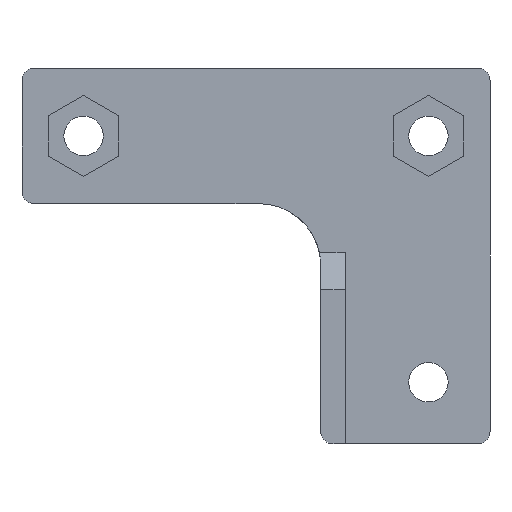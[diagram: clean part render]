
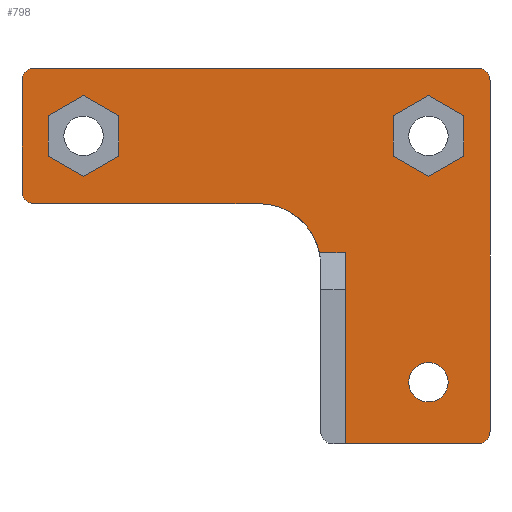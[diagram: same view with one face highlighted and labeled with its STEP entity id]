
A CAD part, front view. The second image highlights one B-rep face of the part: STEP entity #798.
In plain terms, the highlighted planar face has unit normal (0, -1, 0).
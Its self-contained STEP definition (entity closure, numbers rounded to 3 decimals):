
#29=FACE_BOUND('',#120,.T.);
#30=FACE_BOUND('',#121,.T.);
#31=FACE_BOUND('',#122,.T.);
#37=CIRCLE('',#853,5.);
#40=CIRCLE('',#859,1.);
#41=CIRCLE('',#862,1.);
#42=CIRCLE('',#863,1.);
#43=CIRCLE('',#864,1.);
#44=CIRCLE('',#865,1.6);
#75=FACE_OUTER_BOUND('',#119,.T.);
#119=EDGE_LOOP('',(#600,#601,#602,#603,#604,#605,#606,#607,#608,#609,#610,
#611));
#120=EDGE_LOOP('',(#612,#613,#614,#615,#616,#617));
#121=EDGE_LOOP('',(#618,#619,#620,#621,#622,#623));
#122=EDGE_LOOP('',(#624));
#149=LINE('',#1128,#240);
#153=LINE('',#1136,#244);
#156=LINE('',#1142,#247);
#159=LINE('',#1148,#250);
#162=LINE('',#1154,#253);
#165=LINE('',#1159,#256);
#167=LINE('',#1167,#258);
#171=LINE('',#1175,#262);
#174=LINE('',#1181,#265);
#177=LINE('',#1187,#268);
#180=LINE('',#1193,#271);
#183=LINE('',#1198,#274);
#187=LINE('',#1216,#278);
#191=LINE('',#1228,#282);
#194=LINE('',#1234,#285);
#195=LINE('',#1236,#286);
#196=LINE('',#1238,#287);
#197=LINE('',#1242,#288);
#198=LINE('',#1246,#289);
#240=VECTOR('',#905,10.);
#244=VECTOR('',#911,10.);
#247=VECTOR('',#916,10.);
#250=VECTOR('',#921,10.);
#253=VECTOR('',#926,10.);
#256=VECTOR('',#931,10.);
#258=VECTOR('',#939,10.);
#262=VECTOR('',#945,10.);
#265=VECTOR('',#950,10.);
#268=VECTOR('',#955,10.);
#271=VECTOR('',#960,10.);
#274=VECTOR('',#965,10.);
#278=VECTOR('',#983,10.);
#282=VECTOR('',#995,10.);
#285=VECTOR('',#1000,10.);
#286=VECTOR('',#1001,10.);
#287=VECTOR('',#1002,10.);
#288=VECTOR('',#1005,10.);
#289=VECTOR('',#1008,10.);
#331=VERTEX_POINT('',#1126);
#332=VERTEX_POINT('',#1127);
#335=VERTEX_POINT('',#1135);
#337=VERTEX_POINT('',#1141);
#339=VERTEX_POINT('',#1147);
#341=VERTEX_POINT('',#1153);
#344=VERTEX_POINT('',#1165);
#345=VERTEX_POINT('',#1166);
#348=VERTEX_POINT('',#1174);
#350=VERTEX_POINT('',#1180);
#352=VERTEX_POINT('',#1186);
#354=VERTEX_POINT('',#1192);
#357=VERTEX_POINT('',#1204);
#358=VERTEX_POINT('',#1205);
#362=VERTEX_POINT('',#1215);
#365=VERTEX_POINT('',#1223);
#366=VERTEX_POINT('',#1227);
#368=VERTEX_POINT('',#1233);
#369=VERTEX_POINT('',#1235);
#370=VERTEX_POINT('',#1237);
#371=VERTEX_POINT('',#1239);
#372=VERTEX_POINT('',#1241);
#373=VERTEX_POINT('',#1243);
#374=VERTEX_POINT('',#1245);
#375=VERTEX_POINT('',#1248);
#407=EDGE_CURVE('',#331,#332,#149,.T.);
#411=EDGE_CURVE('',#335,#331,#153,.T.);
#414=EDGE_CURVE('',#337,#335,#156,.T.);
#417=EDGE_CURVE('',#339,#337,#159,.T.);
#420=EDGE_CURVE('',#341,#339,#162,.T.);
#423=EDGE_CURVE('',#332,#341,#165,.T.);
#426=EDGE_CURVE('',#344,#345,#167,.T.);
#430=EDGE_CURVE('',#348,#344,#171,.T.);
#433=EDGE_CURVE('',#350,#348,#174,.T.);
#436=EDGE_CURVE('',#352,#350,#177,.T.);
#439=EDGE_CURVE('',#354,#352,#180,.T.);
#442=EDGE_CURVE('',#345,#354,#183,.T.);
#445=EDGE_CURVE('',#357,#358,#37,.T.);
#450=EDGE_CURVE('',#362,#358,#187,.T.);
#454=EDGE_CURVE('',#362,#365,#40,.T.);
#456=EDGE_CURVE('',#366,#365,#191,.T.);
#459=EDGE_CURVE('',#368,#357,#194,.T.);
#460=EDGE_CURVE('',#368,#369,#195,.T.);
#461=EDGE_CURVE('',#369,#370,#196,.T.);
#462=EDGE_CURVE('',#371,#370,#41,.T.);
#463=EDGE_CURVE('',#371,#372,#197,.T.);
#464=EDGE_CURVE('',#373,#372,#42,.T.);
#465=EDGE_CURVE('',#373,#374,#198,.T.);
#466=EDGE_CURVE('',#366,#374,#43,.T.);
#467=EDGE_CURVE('',#375,#375,#44,.T.);
#600=ORIENTED_EDGE('',*,*,#454,.F.);
#601=ORIENTED_EDGE('',*,*,#450,.T.);
#602=ORIENTED_EDGE('',*,*,#445,.F.);
#603=ORIENTED_EDGE('',*,*,#459,.F.);
#604=ORIENTED_EDGE('',*,*,#460,.T.);
#605=ORIENTED_EDGE('',*,*,#461,.T.);
#606=ORIENTED_EDGE('',*,*,#462,.F.);
#607=ORIENTED_EDGE('',*,*,#463,.T.);
#608=ORIENTED_EDGE('',*,*,#464,.F.);
#609=ORIENTED_EDGE('',*,*,#465,.T.);
#610=ORIENTED_EDGE('',*,*,#466,.F.);
#611=ORIENTED_EDGE('',*,*,#456,.T.);
#612=ORIENTED_EDGE('',*,*,#407,.T.);
#613=ORIENTED_EDGE('',*,*,#423,.T.);
#614=ORIENTED_EDGE('',*,*,#420,.T.);
#615=ORIENTED_EDGE('',*,*,#417,.T.);
#616=ORIENTED_EDGE('',*,*,#414,.T.);
#617=ORIENTED_EDGE('',*,*,#411,.T.);
#618=ORIENTED_EDGE('',*,*,#426,.T.);
#619=ORIENTED_EDGE('',*,*,#442,.T.);
#620=ORIENTED_EDGE('',*,*,#439,.T.);
#621=ORIENTED_EDGE('',*,*,#436,.T.);
#622=ORIENTED_EDGE('',*,*,#433,.T.);
#623=ORIENTED_EDGE('',*,*,#430,.T.);
#624=ORIENTED_EDGE('',*,*,#467,.T.);
#765=PLANE('',#861);
#798=ADVANCED_FACE('',(#75,#29,#30,#31),#765,.F.);
#853=AXIS2_PLACEMENT_3D('',#1206,#973,#974);
#859=AXIS2_PLACEMENT_3D('',#1224,#990,#991);
#861=AXIS2_PLACEMENT_3D('',#1232,#998,#999);
#862=AXIS2_PLACEMENT_3D('',#1240,#1003,#1004);
#863=AXIS2_PLACEMENT_3D('',#1244,#1006,#1007);
#864=AXIS2_PLACEMENT_3D('',#1247,#1009,#1010);
#865=AXIS2_PLACEMENT_3D('',#1249,#1011,#1012);
#905=DIRECTION('',(0.866,0.,-0.5));
#911=DIRECTION('',(0.866,0.,0.5));
#916=DIRECTION('',(0.,0.,1.));
#921=DIRECTION('',(-0.866,0.,0.5));
#926=DIRECTION('',(-0.866,0.,-0.5));
#931=DIRECTION('',(0.,0.,-1.));
#939=DIRECTION('',(0.,0.,-1.));
#945=DIRECTION('',(0.866,0.,-0.5));
#950=DIRECTION('',(0.866,0.,0.5));
#955=DIRECTION('',(0.,0.,1.));
#960=DIRECTION('',(-0.866,0.,0.5));
#965=DIRECTION('',(-0.866,0.,-0.5));
#973=DIRECTION('center_axis',(0.,-1.,0.));
#974=DIRECTION('ref_axis',(0.707,0.,0.707));
#983=DIRECTION('',(1.,0.,0.));
#990=DIRECTION('center_axis',(0.,1.,0.));
#991=DIRECTION('ref_axis',(-0.707,0.,-0.707));
#995=DIRECTION('',(0.,0.,-1.));
#998=DIRECTION('center_axis',(0.,1.,0.));
#999=DIRECTION('ref_axis',(0.,0.,1.));
#1000=DIRECTION('',(-1.,0.,0.));
#1001=DIRECTION('',(0.,0.,-1.));
#1002=DIRECTION('',(1.,0.,0.));
#1003=DIRECTION('center_axis',(0.,1.,0.));
#1004=DIRECTION('ref_axis',(0.707,0.,-0.707));
#1005=DIRECTION('',(0.,0.,1.));
#1006=DIRECTION('center_axis',(0.,1.,0.));
#1007=DIRECTION('ref_axis',(0.707,0.,0.707));
#1008=DIRECTION('',(-1.,0.,0.));
#1009=DIRECTION('center_axis',(0.,1.,0.));
#1010=DIRECTION('ref_axis',(-0.707,0.,0.707));
#1011=DIRECTION('center_axis',(0.,1.,0.));
#1012=DIRECTION('ref_axis',(0.,0.,1.));
#1126=CARTESIAN_POINT('',(266.75,0.,183.291));
#1127=CARTESIAN_POINT('',(269.6,0.,181.645));
#1128=CARTESIAN_POINT('',(264.323,0.,184.692));
#1135=CARTESIAN_POINT('',(263.9,0.,181.645));
#1136=CARTESIAN_POINT('',(257.252,0.,177.807));
#1141=CARTESIAN_POINT('',(263.9,0.,178.355));
#1142=CARTESIAN_POINT('',(263.9,0.,174.302));
#1147=CARTESIAN_POINT('',(266.75,0.,176.709));
#1148=CARTESIAN_POINT('',(262.898,0.,178.933));
#1153=CARTESIAN_POINT('',(269.6,0.,178.355));
#1154=CARTESIAN_POINT('',(261.527,0.,173.693));
#1159=CARTESIAN_POINT('',(269.6,0.,175.948));
#1165=CARTESIAN_POINT('',(241.6,0.,181.645));
#1166=CARTESIAN_POINT('',(241.6,0.,178.355));
#1167=CARTESIAN_POINT('',(241.6,0.,175.948));
#1174=CARTESIAN_POINT('',(238.75,0.,183.291));
#1175=CARTESIAN_POINT('',(246.823,0.,178.63));
#1180=CARTESIAN_POINT('',(235.9,0.,181.645));
#1181=CARTESIAN_POINT('',(239.752,0.,183.869));
#1186=CARTESIAN_POINT('',(235.9,0.,178.355));
#1187=CARTESIAN_POINT('',(235.9,0.,174.302));
#1192=CARTESIAN_POINT('',(238.75,0.,176.709));
#1193=CARTESIAN_POINT('',(245.398,0.,172.871));
#1198=CARTESIAN_POINT('',(244.027,0.,179.756));
#1204=CARTESIAN_POINT('',(257.899,0.,170.5));
#1205=CARTESIAN_POINT('',(253.,0.,174.5));
#1206=CARTESIAN_POINT('Origin',(253.,0.,169.5));
#1215=CARTESIAN_POINT('',(234.75,0.,174.5));
#1216=CARTESIAN_POINT('',(243.25,0.,174.5));
#1223=CARTESIAN_POINT('',(233.75,0.,175.5));
#1224=CARTESIAN_POINT('Origin',(234.75,0.,175.5));
#1227=CARTESIAN_POINT('',(233.75,0.,184.5));
#1228=CARTESIAN_POINT('',(233.75,0.,177.875));
#1232=CARTESIAN_POINT('Origin',(252.75,0.,170.25));
#1233=CARTESIAN_POINT('',(260.,0.,170.5));
#1234=CARTESIAN_POINT('',(256.375,0.,170.5));
#1235=CARTESIAN_POINT('',(260.,0.,155.));
#1236=CARTESIAN_POINT('',(260.,0.,162.625));
#1237=CARTESIAN_POINT('',(270.75,0.,155.));
#1238=CARTESIAN_POINT('',(255.375,0.,155.));
#1239=CARTESIAN_POINT('',(271.75,0.,156.));
#1240=CARTESIAN_POINT('Origin',(270.75,0.,156.));
#1241=CARTESIAN_POINT('',(271.75,0.,184.5));
#1242=CARTESIAN_POINT('',(271.75,0.,162.625));
#1243=CARTESIAN_POINT('',(270.75,0.,185.5));
#1244=CARTESIAN_POINT('Origin',(270.75,0.,184.5));
#1245=CARTESIAN_POINT('',(234.75,0.,185.5));
#1246=CARTESIAN_POINT('',(262.25,0.,185.5));
#1247=CARTESIAN_POINT('Origin',(234.75,0.,184.5));
#1248=CARTESIAN_POINT('',(266.75,0.,158.4));
#1249=CARTESIAN_POINT('Origin',(266.75,0.,160.));
